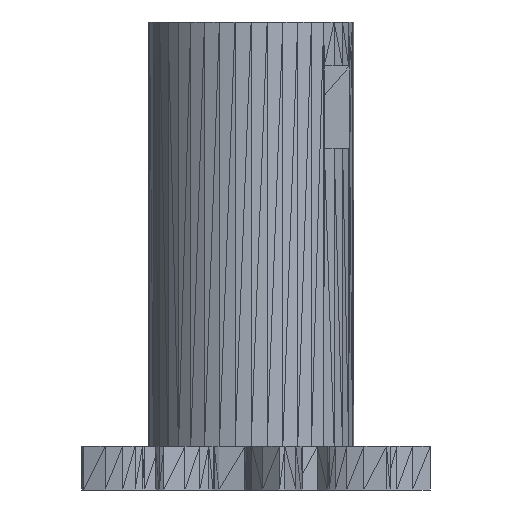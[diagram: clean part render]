
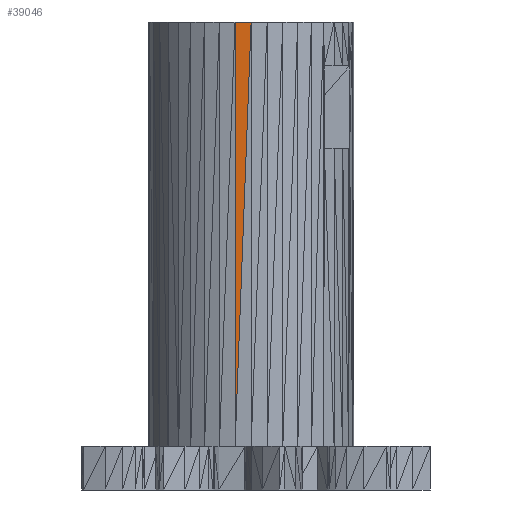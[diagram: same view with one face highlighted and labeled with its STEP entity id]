
A CAD part, front view. The second image highlights one B-rep face of the part: STEP entity #39046.
In plain terms, the highlighted planar face has unit normal (-0.079, -0.997, 0).
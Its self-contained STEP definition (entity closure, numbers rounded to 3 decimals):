
#3979 = VERTEX_POINT('',#3980);
#3980 = CARTESIAN_POINT('',(-1.095,-6.914,0.));
#4018 = PLANE('',#4019);
#4019 = AXIS2_PLACEMENT_3D('',#4020,#4021,#4022);
#4020 = CARTESIAN_POINT('',(-0.508,-5.321,
    0.));
#4021 = DIRECTION('',(0.,0.,1.));
#4022 = DIRECTION('',(0.,1.,0.));
#5093 = PLANE('',#5094);
#5094 = AXIS2_PLACEMENT_3D('',#5095,#5096,#5097);
#5095 = CARTESIAN_POINT('',(-1.367,-6.848,
    -14.738));
#5096 = DIRECTION('',(-0.233,-0.972,
    0.));
#5097 = DIRECTION('',(-0.972,0.233,0.));
#5135 = VERTEX_POINT('',#5136);
#5136 = CARTESIAN_POINT('',(-1.095,-6.914,-28.938));
#5161 = EDGE_CURVE('',#5135,#3979,#5162,.T.);
#5162 = SURFACE_CURVE('',#5163,(#5167,#5174),.PCURVE_S1.);
#5163 = LINE('',#5164,#5165);
#5164 = CARTESIAN_POINT('',(-1.095,-6.914,-28.938));
#5165 = VECTOR('',#5166,1.);
#5166 = DIRECTION('',(0.,0.,1.));
#5167 = PCURVE('',#5093,#5168);
#5168 = DEFINITIONAL_REPRESENTATION('',(#5169),#5173);
#5169 = LINE('',#5170,#5171);
#5170 = CARTESIAN_POINT('',(-0.28,14.199));
#5171 = VECTOR('',#5172,1.);
#5172 = DIRECTION('',(0.,-1.));
#5173 = ( GEOMETRIC_REPRESENTATION_CONTEXT(2) 
PARAMETRIC_REPRESENTATION_CONTEXT() REPRESENTATION_CONTEXT('2D SPACE',''
  ) );
#5174 = PCURVE('',#5175,#5180);
#5175 = PLANE('',#5176);
#5176 = AXIS2_PLACEMENT_3D('',#5177,#5178,#5179);
#5177 = CARTESIAN_POINT('',(-0.816,-6.936,
    -14.199));
#5178 = DIRECTION('',(-0.078,-0.997,
    0.));
#5179 = DIRECTION('',(-0.997,0.078,
    0.));
#5180 = DEFINITIONAL_REPRESENTATION('',(#5181),#5184);
#5181 = B_SPLINE_CURVE_WITH_KNOTS('',1,(#5182,#5183),.UNSPECIFIED.,.F.,
  .F.,(2,2),(0.,28.938),.PIECEWISE_BEZIER_KNOTS.);
#5182 = CARTESIAN_POINT('',(0.28,14.738));
#5183 = CARTESIAN_POINT('',(0.28,-14.199));
#5184 = ( GEOMETRIC_REPRESENTATION_CONTEXT(2) 
PARAMETRIC_REPRESENTATION_CONTEXT() REPRESENTATION_CONTEXT('2D SPACE',''
  ) );
#5474 = VERTEX_POINT('',#5475);
#5475 = CARTESIAN_POINT('',(0.,-7.,0.));
#5514 = PLANE('',#5515);
#5515 = AXIS2_PLACEMENT_3D('',#5516,#5517,#5518);
#5516 = CARTESIAN_POINT('',(-0.279,-6.978,
    -14.738));
#5517 = DIRECTION('',(-0.078,-0.997,
    0.));
#5518 = DIRECTION('',(-0.997,0.078,
    0.));
#37846 = EDGE_CURVE('',#3979,#5474,#37847,.T.);
#37847 = SURFACE_CURVE('',#37848,(#37852,#37859),.PCURVE_S1.);
#37848 = LINE('',#37849,#37850);
#37849 = CARTESIAN_POINT('',(-1.095,-6.914,0.));
#37850 = VECTOR('',#37851,1.);
#37851 = DIRECTION('',(0.997,-0.078,
    0.));
#37852 = PCURVE('',#4018,#37853);
#37853 = DEFINITIONAL_REPRESENTATION('',(#37854),#37858);
#37854 = LINE('',#37855,#37856);
#37855 = CARTESIAN_POINT('',(-1.593,0.587));
#37856 = VECTOR('',#37857,1.);
#37857 = DIRECTION('',(-0.078,-0.997));
#37858 = ( GEOMETRIC_REPRESENTATION_CONTEXT(2) 
PARAMETRIC_REPRESENTATION_CONTEXT() REPRESENTATION_CONTEXT('2D SPACE',''
  ) );
#37859 = PCURVE('',#5175,#37860);
#37860 = DEFINITIONAL_REPRESENTATION('',(#37861),#37864);
#37861 = B_SPLINE_CURVE_WITH_KNOTS('',1,(#37862,#37863),.UNSPECIFIED.,
  .F.,.F.,(2,2),(0.,1.098),.PIECEWISE_BEZIER_KNOTS.);
#37862 = CARTESIAN_POINT('',(0.28,-14.199));
#37863 = CARTESIAN_POINT('',(-0.819,-14.199));
#37864 = ( GEOMETRIC_REPRESENTATION_CONTEXT(2) 
PARAMETRIC_REPRESENTATION_CONTEXT() REPRESENTATION_CONTEXT('2D SPACE',''
  ) );
#39046 = ADVANCED_FACE('',(#39047),#5175,.T.);
#39047 = FACE_BOUND('',#39048,.T.);
#39048 = EDGE_LOOP('',(#39049,#39069,#39070));
#39049 = ORIENTED_EDGE('',*,*,#39050,.T.);
#39050 = EDGE_CURVE('',#5135,#5474,#39051,.T.);
#39051 = SURFACE_CURVE('',#39052,(#39056,#39063),.PCURVE_S1.);
#39052 = LINE('',#39053,#39054);
#39053 = CARTESIAN_POINT('',(-1.095,-6.914,-28.938));
#39054 = VECTOR('',#39055,1.);
#39055 = DIRECTION('',(0.038,-0.003,
    0.999));
#39056 = PCURVE('',#5175,#39057);
#39057 = DEFINITIONAL_REPRESENTATION('',(#39058),#39062);
#39058 = LINE('',#39059,#39060);
#39059 = CARTESIAN_POINT('',(0.28,14.738));
#39060 = VECTOR('',#39061,1.);
#39061 = DIRECTION('',(-0.038,-0.999));
#39062 = ( GEOMETRIC_REPRESENTATION_CONTEXT(2) 
PARAMETRIC_REPRESENTATION_CONTEXT() REPRESENTATION_CONTEXT('2D SPACE',''
  ) );
#39063 = PCURVE('',#5514,#39064);
#39064 = DEFINITIONAL_REPRESENTATION('',(#39065),#39068);
#39065 = B_SPLINE_CURVE_WITH_KNOTS('',1,(#39066,#39067),.UNSPECIFIED.,
  .F.,.F.,(2,2),(0.,28.958),.PIECEWISE_BEZIER_KNOTS.);
#39066 = CARTESIAN_POINT('',(0.819,14.199));
#39067 = CARTESIAN_POINT('',(-0.28,-14.738));
#39068 = ( GEOMETRIC_REPRESENTATION_CONTEXT(2) 
PARAMETRIC_REPRESENTATION_CONTEXT() REPRESENTATION_CONTEXT('2D SPACE',''
  ) );
#39069 = ORIENTED_EDGE('',*,*,#37846,.F.);
#39070 = ORIENTED_EDGE('',*,*,#5161,.F.);
